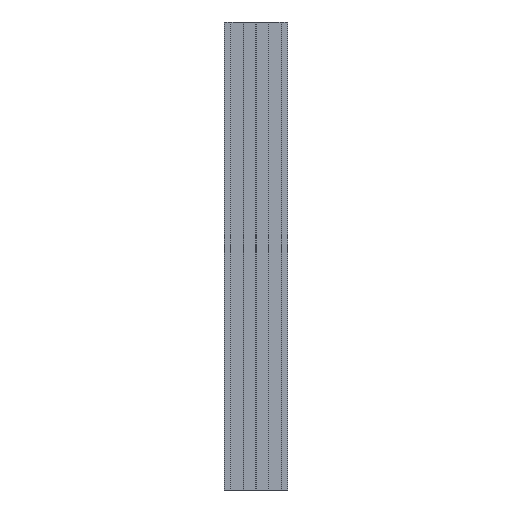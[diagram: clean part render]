
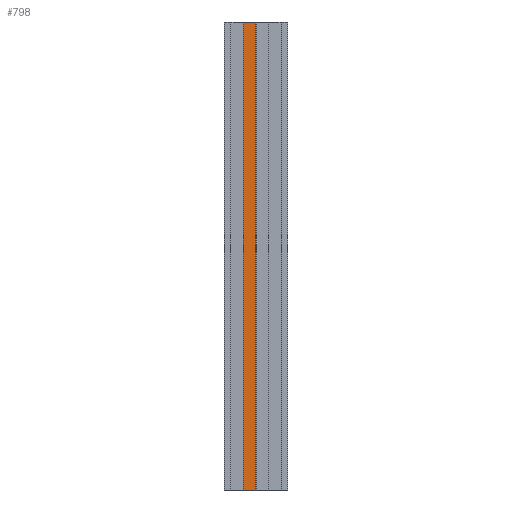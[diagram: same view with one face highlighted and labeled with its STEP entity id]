
A CAD part, front view. The second image highlights one B-rep face of the part: STEP entity #798.
In plain terms, the highlighted planar face has unit normal (0, -1, 0).
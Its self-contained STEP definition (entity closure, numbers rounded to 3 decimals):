
#58 = LINE ( 'NONE', #4546, #4520 ) ;
#148 = FACE_OUTER_BOUND ( 'NONE', #3075, .T. ) ;
#386 = EDGE_CURVE ( 'NONE', #5537, #663, #3733, .T. ) ;
#466 = AXIS2_PLACEMENT_3D ( 'NONE', #6136, #4120, #3185 ) ;
#497 = VERTEX_POINT ( 'NONE', #6367 ) ;
#510 = LINE ( 'NONE', #3896, #2917 ) ;
#645 = EDGE_CURVE ( 'NONE', #497, #663, #58, .T. ) ;
#663 = VERTEX_POINT ( 'NONE', #5387 ) ;
#798 = ADVANCED_FACE ( 'NONE', ( #148 ), #2136, .F. ) ;
#996 = DIRECTION ( 'NONE',  ( 0., 0., -1. ) ) ;
#1006 = CARTESIAN_POINT ( 'NONE',  ( 0., 0., 0. ) ) ;
#1640 = ORIENTED_EDGE ( 'NONE', *, *, #4422, .T. ) ;
#2111 = DIRECTION ( 'NONE',  ( -1., 0., 0. ) ) ;
#2136 = PLANE ( 'NONE',  #466 ) ;
#2731 = ORIENTED_EDGE ( 'NONE', *, *, #2812, .F. ) ;
#2789 = CARTESIAN_POINT ( 'NONE',  ( 26.441, 0., -1000. ) ) ;
#2812 = EDGE_CURVE ( 'NONE', #5434, #5537, #510, .T. ) ;
#2874 = ORIENTED_EDGE ( 'NONE', *, *, #645, .T. ) ;
#2917 = VECTOR ( 'NONE', #6363, 1000. ) ;
#2936 = LINE ( 'NONE', #1006, #4291 ) ;
#3075 = EDGE_LOOP ( 'NONE', ( #1640, #2874, #4950, #2731 ) ) ;
#3185 = DIRECTION ( 'NONE',  ( -1., 0., 0. ) ) ;
#3733 = LINE ( 'NONE', #4654, #4834 ) ;
#3896 = CARTESIAN_POINT ( 'NONE',  ( 26.441, 0., -1000. ) ) ;
#4120 = DIRECTION ( 'NONE',  ( 0., 1., 0. ) ) ;
#4291 = VECTOR ( 'NONE', #4914, 1000. ) ;
#4422 = EDGE_CURVE ( 'NONE', #5434, #497, #2936, .T. ) ;
#4520 = VECTOR ( 'NONE', #996, 1000. ) ;
#4546 = CARTESIAN_POINT ( 'NONE',  ( 0.559, 0., -1000. ) ) ;
#4654 = CARTESIAN_POINT ( 'NONE',  ( 0., 0., -1000. ) ) ;
#4834 = VECTOR ( 'NONE', #2111, 1000. ) ;
#4914 = DIRECTION ( 'NONE',  ( -1., 0., 0. ) ) ;
#4950 = ORIENTED_EDGE ( 'NONE', *, *, #386, .F. ) ;
#5387 = CARTESIAN_POINT ( 'NONE',  ( 0.559, 0., -1000. ) ) ;
#5434 = VERTEX_POINT ( 'NONE', #6110 ) ;
#5537 = VERTEX_POINT ( 'NONE', #2789 ) ;
#6110 = CARTESIAN_POINT ( 'NONE',  ( 26.441, 0., 0. ) ) ;
#6136 = CARTESIAN_POINT ( 'NONE',  ( 0., 0., -1000. ) ) ;
#6363 = DIRECTION ( 'NONE',  ( 0., 0., -1. ) ) ;
#6367 = CARTESIAN_POINT ( 'NONE',  ( 0.559, 0., 0. ) ) ;
